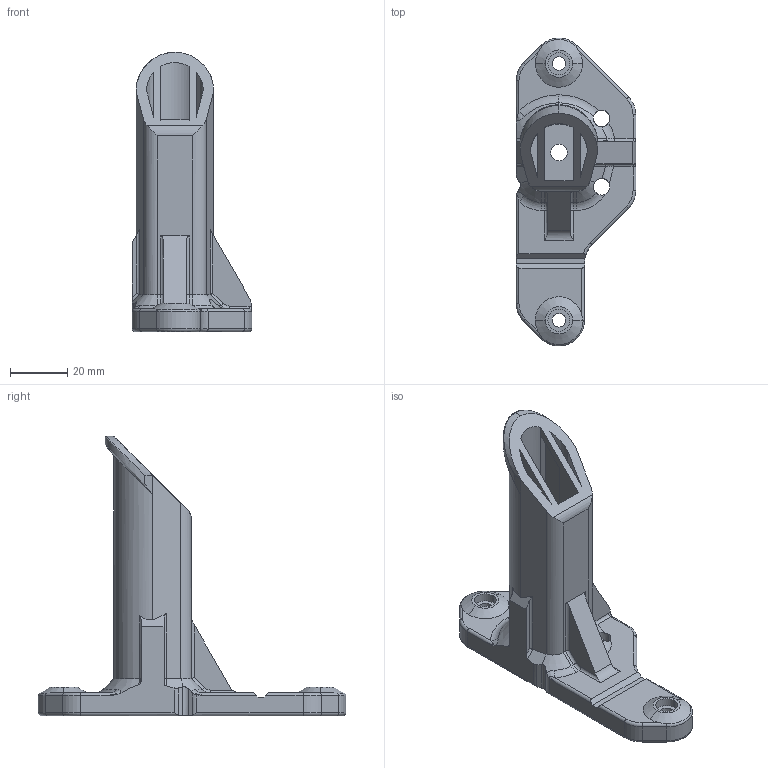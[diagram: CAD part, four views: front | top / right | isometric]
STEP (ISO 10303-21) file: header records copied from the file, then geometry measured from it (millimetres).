
FILE_DESCRIPTION (( 'STEP AP203' ), '1' );
FILE_NAME ('M2 Dual Extruder Right Spool Holder v2.STEP', '2016-10-14T14:46:53', ( '' ), ( '' ), 'SwSTEP 2.0', 'SolidWorks 2012', '' );
FILE_SCHEMA (( 'CONFIG_CONTROL_DESIGN' ));
Length unit declared in the file: millimetre
Products named in the file (1): M2 Dual Extruder Right Spool Holder v2
Bounding box: 42 x 107.95 x 98 mm (x, y, z)
Volume: 55947.4 mm3; surface area: 26126 mm2
Topology: 1 solids, 1 shells, 190 faces, 492 edges, 307 vertices
Faces by surface type: plane 70, cylinder 69, torus 33, bspline 10, cone 8
Entity records: 7064 total; most frequent: CARTESIAN_POINT 2448, ORIENTED_EDGE 984, DIRECTION 930, EDGE_CURVE 492, AXIS2_PLACEMENT_3D 345, VERTEX_POINT 307, LINE 240, VECTOR 240
